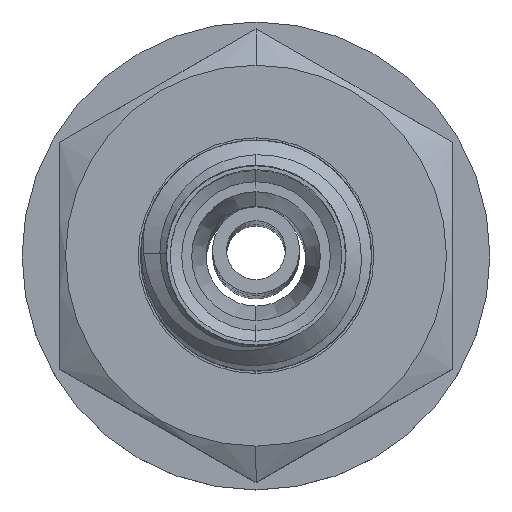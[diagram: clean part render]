
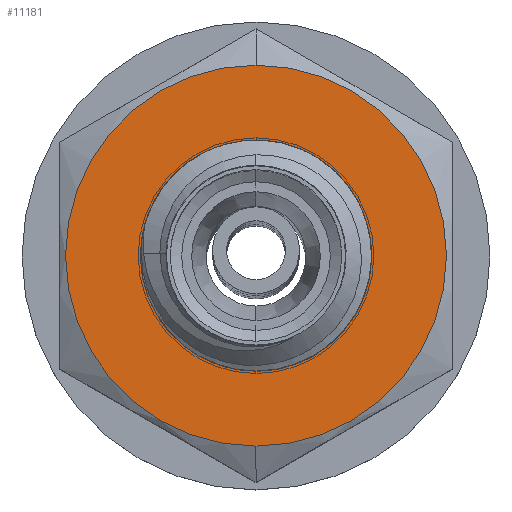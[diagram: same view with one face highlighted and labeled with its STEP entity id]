
A CAD part, top view. The second image highlights one B-rep face of the part: STEP entity #11181.
In plain terms, the highlighted face is planar.
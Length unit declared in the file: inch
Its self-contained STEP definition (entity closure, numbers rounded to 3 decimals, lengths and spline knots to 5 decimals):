
#10432=CARTESIAN_POINT('',(0.,0.13696,0.));
#10433=DIRECTION('',(0.,1.,0.));
#10434=DIRECTION('',(0.,0.,1.));
#10435=AXIS2_PLACEMENT_3D('',#10432,#10433,#10434);
#10445=CARTESIAN_POINT('',(0.,0.13696,0.));
#10446=DIRECTION('',(0.,1.,0.));
#10447=DIRECTION('',(0.,0.,-1.));
#10448=AXIS2_PLACEMENT_3D('',#10445,#10446,#10447);
#11043=CARTESIAN_POINT('',(0.,0.13696,0.));
#11044=DIRECTION('',(0.,-1.,0.));
#11045=DIRECTION('',(0.,0.,1.));
#11046=AXIS2_PLACEMENT_3D('',#11043,#11044,#11045);
#11052=CARTESIAN_POINT('',(0.,0.13696,0.));
#11053=DIRECTION('',(0.,-1.,0.));
#11054=DIRECTION('',(0.,0.,-1.));
#11055=AXIS2_PLACEMENT_3D('',#11052,#11053,#11054);
#11066=CARTESIAN_POINT('',(0.,0.13696,0.19093));
#11067=CARTESIAN_POINT('',(0.,0.13696,-0.19093));
#11068=VERTEX_POINT('',#11066);
#11069=VERTEX_POINT('',#11067);
#11098=CARTESIAN_POINT('',(0.,0.13696,-0.10462));
#11099=VERTEX_POINT('',#11098);
#11124=CARTESIAN_POINT('',(0.,0.13696,0.10462));
#11125=VERTEX_POINT('',#11124);
#11165=CARTESIAN_POINT('',(0.09843,0.13696,0.));
#11166=DIRECTION('',(0.,1.,0.));
#11167=DIRECTION('',(0.,0.,1.));
#11168=AXIS2_PLACEMENT_3D('',#11165,#11166,#11167);
#11169=PLANE('',#11168);
#11170=ORIENTED_EDGE('',*,*,#11150,.F.);
#11172=ORIENTED_EDGE('',*,*,#11171,.F.);
#11173=EDGE_LOOP('',(#11170,#11172));
#11174=FACE_OUTER_BOUND('',#11173,.F.);
#11176=ORIENTED_EDGE('',*,*,#11175,.F.);
#11178=ORIENTED_EDGE('',*,*,#11177,.F.);
#11179=EDGE_LOOP('',(#11176,#11178));
#11180=FACE_BOUND('',#11179,.F.);
#11181=ADVANCED_FACE('',(#11174,#11180),#11169,.T.);
#10436=CIRCLE('',#10435,0.19093);
#10449=CIRCLE('',#10448,0.19093);
#11047=CIRCLE('',#11046,0.10462);
#11056=CIRCLE('',#11055,0.10462);
#11150=EDGE_CURVE('',#11068,#11069,#10436,.T.);
#11171=EDGE_CURVE('',#11069,#11068,#10449,.T.);
#11175=EDGE_CURVE('',#11099,#11125,#11056,.T.);
#11177=EDGE_CURVE('',#11125,#11099,#11047,.T.);
